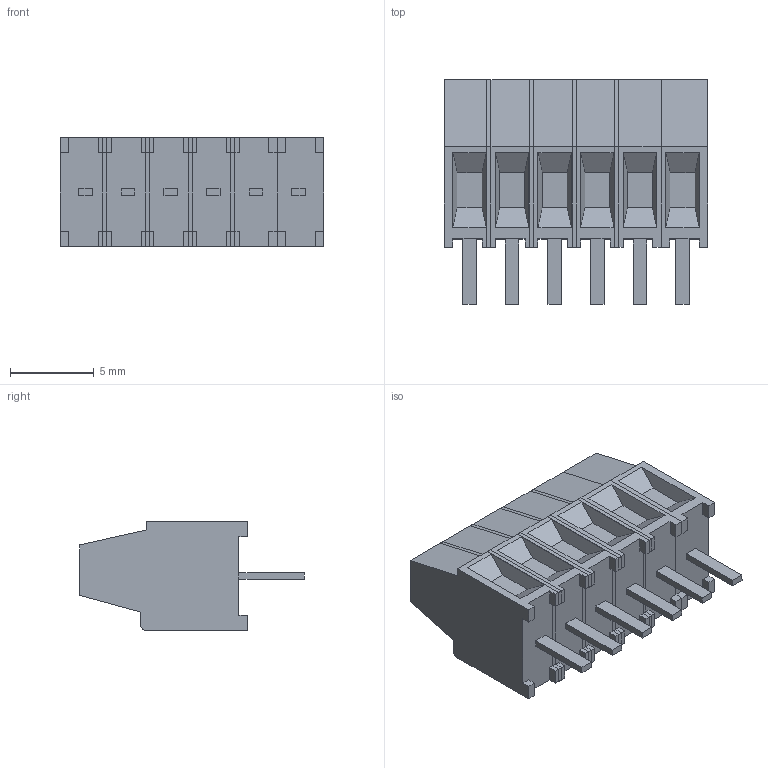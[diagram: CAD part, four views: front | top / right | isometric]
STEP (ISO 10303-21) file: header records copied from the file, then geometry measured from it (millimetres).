
FILE_DESCRIPTION (( 'STEP AP214' ), '1' );
FILE_NAME ('282834-6.STEP', '2025-01-07T14:19:26', ( '' ), ( '' ), 'SwSTEP 2.0', 'SolidWorks 2021', '' );
FILE_SCHEMA (( 'AUTOMOTIVE_DESIGN' ));
Length unit declared in the file: millimetre
Products named in the file (1): 282834-6
Bounding box: 15.7 x 13.4 x 6.5 mm (x, y, z)
Volume: 788.8 mm3; surface area: 1462.3 mm2
Topology: 18 solids, 18 shells, 330 faces, 834 edges, 552 vertices
Faces by surface type: plane 294, cylinder 36
Entity records: 11769 total; most frequent: CARTESIAN_POINT 1717, ORIENTED_EDGE 1668, DIRECTION 1592, EDGE_CURVE 834, LINE 738, VECTOR 738, VERTEX_POINT 552, AXIS2_PLACEMENT_3D 427
